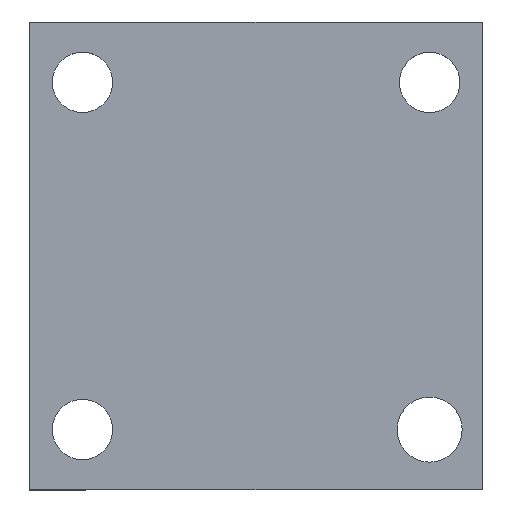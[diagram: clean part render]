
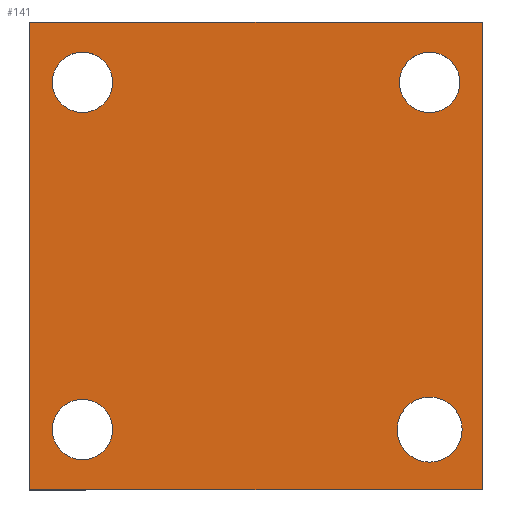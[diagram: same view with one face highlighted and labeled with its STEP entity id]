
A CAD part, top view. The second image highlights one B-rep face of the part: STEP entity #141.
In plain terms, the highlighted planar face has unit normal (0, 0, 1).
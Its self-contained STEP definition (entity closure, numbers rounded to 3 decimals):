
#7 = VERTEX_POINT ( 'NONE', #509 ) ;
#11 = EDGE_LOOP ( 'NONE', ( #36, #374 ) ) ;
#14 = EDGE_CURVE ( 'NONE', #370, #133, #256, .T. ) ;
#16 = VECTOR ( 'NONE', #53, 1000. ) ;
#21 = FACE_BOUND ( 'NONE', #407, .T. ) ;
#24 = FACE_BOUND ( 'NONE', #11, .T. ) ;
#31 = FACE_BOUND ( 'NONE', #47, .T. ) ;
#32 = CIRCLE ( 'NONE', #150, 2. ) ;
#33 = DIRECTION ( 'NONE',  ( 0., 0., 1. ) ) ;
#36 = ORIENTED_EDGE ( 'NONE', *, *, #481, .F. ) ;
#43 = EDGE_LOOP ( 'NONE', ( #342, #366, #85, #283 ) ) ;
#46 = VECTOR ( 'NONE', #241, 1000. ) ;
#47 = EDGE_LOOP ( 'NONE', ( #495, #115 ) ) ;
#51 = CIRCLE ( 'NONE', #349, 2. ) ;
#52 = CARTESIAN_POINT ( 'NONE',  ( 15.001, -15.501, 1. ) ) ;
#53 = DIRECTION ( 'NONE',  ( 1., 0., 0. ) ) ;
#58 = CARTESIAN_POINT ( 'NONE',  ( 15.001, -15.501, 1. ) ) ;
#65 = FACE_OUTER_BOUND ( 'NONE', #43, .T. ) ;
#67 = DIRECTION ( 'NONE',  ( 1., 0., 0. ) ) ;
#72 = ORIENTED_EDGE ( 'NONE', *, *, #14, .F. ) ;
#76 = EDGE_CURVE ( 'NONE', #471, #483, #257, .T. ) ;
#85 = ORIENTED_EDGE ( 'NONE', *, *, #525, .T. ) ;
#90 = DIRECTION ( 'NONE',  ( 0., 0., 1. ) ) ;
#92 = CARTESIAN_POINT ( 'NONE',  ( -11.501, -11.499, 1. ) ) ;
#93 = ORIENTED_EDGE ( 'NONE', *, *, #175, .F. ) ;
#95 = CARTESIAN_POINT ( 'NONE',  ( 9.503, 11.501, 1. ) ) ;
#97 = EDGE_CURVE ( 'NONE', #528, #113, #110, .T. ) ;
#108 = PLANE ( 'NONE',  #242 ) ;
#109 = LINE ( 'NONE', #361, #46 ) ;
#110 = CIRCLE ( 'NONE', #414, 2. ) ;
#111 = DIRECTION ( 'NONE',  ( 0., 0., 1. ) ) ;
#113 = VERTEX_POINT ( 'NONE', #429 ) ;
#115 = ORIENTED_EDGE ( 'NONE', *, *, #449, .F. ) ;
#123 = VERTEX_POINT ( 'NONE', #149 ) ;
#131 = EDGE_CURVE ( 'NONE', #197, #501, #485, .T. ) ;
#133 = VERTEX_POINT ( 'NONE', #518 ) ;
#135 = DIRECTION ( 'NONE',  ( 0., 1., 0. ) ) ;
#141 = ADVANCED_FACE ( 'NONE', ( #24, #21, #65, #438, #31 ), #108, .T. ) ;
#143 = AXIS2_PLACEMENT_3D ( 'NONE', #479, #227, #394 ) ;
#148 = CARTESIAN_POINT ( 'NONE',  ( -11.499, 11.503, 1. ) ) ;
#149 = CARTESIAN_POINT ( 'NONE',  ( 9.345, -11.501, 1. ) ) ;
#150 = AXIS2_PLACEMENT_3D ( 'NONE', #92, #511, #300 ) ;
#159 = VERTEX_POINT ( 'NONE', #435 ) ;
#175 = EDGE_CURVE ( 'NONE', #133, #370, #281, .T. ) ;
#189 = DIRECTION ( 'NONE',  ( 0., 0., 1. ) ) ;
#193 = EDGE_CURVE ( 'NONE', #113, #528, #51, .T. ) ;
#195 = CARTESIAN_POINT ( 'NONE',  ( 15.001, 15.501, 1. ) ) ;
#196 = CIRCLE ( 'NONE', #446, 2.156 ) ;
#197 = VERTEX_POINT ( 'NONE', #482 ) ;
#198 = DIRECTION ( 'NONE',  ( 1., 0., 0. ) ) ;
#202 = ORIENTED_EDGE ( 'NONE', *, *, #97, .F. ) ;
#215 = CARTESIAN_POINT ( 'NONE',  ( -11.499, 11.503, 1. ) ) ;
#227 = DIRECTION ( 'NONE',  ( 0., 0., 1. ) ) ;
#233 = DIRECTION ( 'NONE',  ( 0., 0., 1. ) ) ;
#237 = CARTESIAN_POINT ( 'NONE',  ( -15.001, -15.501, 1. ) ) ;
#241 = DIRECTION ( 'NONE',  ( 0., -1., 0. ) ) ;
#242 = AXIS2_PLACEMENT_3D ( 'NONE', #433, #111, #276 ) ;
#249 = EDGE_CURVE ( 'NONE', #7, #367, #32, .T. ) ;
#252 = DIRECTION ( 'NONE',  ( 0., 0., 1. ) ) ;
#253 = VECTOR ( 'NONE', #391, 1000. ) ;
#254 = DIRECTION ( 'NONE',  ( 1., 0., 0. ) ) ;
#256 = CIRCLE ( 'NONE', #297, 2. ) ;
#257 = LINE ( 'NONE', #58, #16 ) ;
#266 = LINE ( 'NONE', #52, #358 ) ;
#268 = EDGE_CURVE ( 'NONE', #483, #197, #266, .T. ) ;
#271 = CARTESIAN_POINT ( 'NONE',  ( 11.501, -11.501, 1. ) ) ;
#276 = DIRECTION ( 'NONE',  ( 1., 0., 0. ) ) ;
#277 = AXIS2_PLACEMENT_3D ( 'NONE', #357, #521, #67 ) ;
#281 = CIRCLE ( 'NONE', #143, 2. ) ;
#282 = ORIENTED_EDGE ( 'NONE', *, *, #193, .F. ) ;
#283 = ORIENTED_EDGE ( 'NONE', *, *, #76, .T. ) ;
#297 = AXIS2_PLACEMENT_3D ( 'NONE', #506, #252, #254 ) ;
#300 = DIRECTION ( 'NONE',  ( 1., 0., 0. ) ) ;
#321 = CARTESIAN_POINT ( 'NONE',  ( -9.499, 11.503, 1. ) ) ;
#327 = CIRCLE ( 'NONE', #399, 2.156 ) ;
#338 = CARTESIAN_POINT ( 'NONE',  ( -13.501, -11.499, 1. ) ) ;
#342 = ORIENTED_EDGE ( 'NONE', *, *, #268, .T. ) ;
#343 = CIRCLE ( 'NONE', #277, 2. ) ;
#349 = AXIS2_PLACEMENT_3D ( 'NONE', #148, #189, #395 ) ;
#353 = CARTESIAN_POINT ( 'NONE',  ( -15.001, 15.501, 1. ) ) ;
#357 = CARTESIAN_POINT ( 'NONE',  ( -11.501, -11.499, 1. ) ) ;
#358 = VECTOR ( 'NONE', #135, 1000. ) ;
#361 = CARTESIAN_POINT ( 'NONE',  ( -15.001, -15.501, 1. ) ) ;
#365 = CARTESIAN_POINT ( 'NONE',  ( 15.001, -15.501, 1. ) ) ;
#366 = ORIENTED_EDGE ( 'NONE', *, *, #131, .T. ) ;
#367 = VERTEX_POINT ( 'NONE', #338 ) ;
#370 = VERTEX_POINT ( 'NONE', #95 ) ;
#374 = ORIENTED_EDGE ( 'NONE', *, *, #249, .F. ) ;
#388 = EDGE_LOOP ( 'NONE', ( #72, #93 ) ) ;
#390 = EDGE_CURVE ( 'NONE', #123, #159, #196, .T. ) ;
#391 = DIRECTION ( 'NONE',  ( -1., 0., 0. ) ) ;
#394 = DIRECTION ( 'NONE',  ( 1., 0., 0. ) ) ;
#395 = DIRECTION ( 'NONE',  ( 1., 0., 0. ) ) ;
#399 = AXIS2_PLACEMENT_3D ( 'NONE', #271, #233, #516 ) ;
#407 = EDGE_LOOP ( 'NONE', ( #282, #202 ) ) ;
#414 = AXIS2_PLACEMENT_3D ( 'NONE', #215, #90, #462 ) ;
#429 = CARTESIAN_POINT ( 'NONE',  ( -13.499, 11.503, 1. ) ) ;
#433 = CARTESIAN_POINT ( 'NONE',  ( 0., 0., 1. ) ) ;
#435 = CARTESIAN_POINT ( 'NONE',  ( 13.657, -11.501, 1. ) ) ;
#438 = FACE_BOUND ( 'NONE', #388, .T. ) ;
#446 = AXIS2_PLACEMENT_3D ( 'NONE', #484, #33, #198 ) ;
#449 = EDGE_CURVE ( 'NONE', #159, #123, #327, .T. ) ;
#462 = DIRECTION ( 'NONE',  ( 1., 0., 0. ) ) ;
#471 = VERTEX_POINT ( 'NONE', #237 ) ;
#479 = CARTESIAN_POINT ( 'NONE',  ( 11.503, 11.501, 1. ) ) ;
#481 = EDGE_CURVE ( 'NONE', #367, #7, #343, .T. ) ;
#482 = CARTESIAN_POINT ( 'NONE',  ( 15.001, 15.501, 1. ) ) ;
#483 = VERTEX_POINT ( 'NONE', #365 ) ;
#484 = CARTESIAN_POINT ( 'NONE',  ( 11.501, -11.501, 1. ) ) ;
#485 = LINE ( 'NONE', #195, #253 ) ;
#495 = ORIENTED_EDGE ( 'NONE', *, *, #390, .F. ) ;
#501 = VERTEX_POINT ( 'NONE', #353 ) ;
#506 = CARTESIAN_POINT ( 'NONE',  ( 11.503, 11.501, 1. ) ) ;
#509 = CARTESIAN_POINT ( 'NONE',  ( -9.501, -11.499, 1. ) ) ;
#511 = DIRECTION ( 'NONE',  ( 0., 0., 1. ) ) ;
#516 = DIRECTION ( 'NONE',  ( 1., 0., 0. ) ) ;
#518 = CARTESIAN_POINT ( 'NONE',  ( 13.503, 11.501, 1. ) ) ;
#521 = DIRECTION ( 'NONE',  ( 0., 0., 1. ) ) ;
#525 = EDGE_CURVE ( 'NONE', #501, #471, #109, .T. ) ;
#528 = VERTEX_POINT ( 'NONE', #321 ) ;
